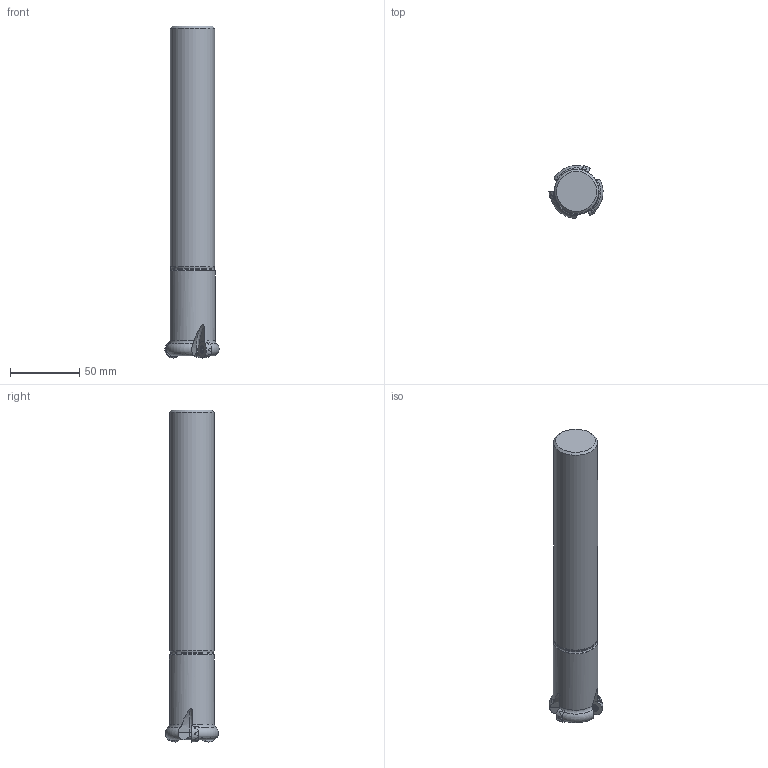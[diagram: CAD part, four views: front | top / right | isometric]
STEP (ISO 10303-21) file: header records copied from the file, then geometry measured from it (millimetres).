
FILE_DESCRIPTION(/* description */ (''),/* implementation_level */ '2;1');
FILE_NAME(/* name */ '1543201353639.stp',/* time_stamp */ '2018-11-26T08:32:55+05:00',/* author */ (''),/* organization */ ('SMS'),/* preprocessor_version */ 'ST-DEVELOPER v15',/* originating_system */ 'SIEMENS PLM Software NX 8.5',/* authorisation */ '');
FILE_SCHEMA (('AUTOMOTIVE_DESIGN { 1 0 10303 214 3 1 1 1 }'));
Length unit declared in the file: millimetre
Products named in the file (4): 201852526mod000_00; ASSEMBLY_CONSTRUCTION; 201904999mod000_00; 201904998mod000_00
Assembly tree (5 placements, depth 2):
  201904998mod000_00
    201904999mod000_00
    ASSEMBLY_CONSTRUCTION
    201852526mod000_00  x3
Bounding box: 39.13 x 38.24 x 240 mm (x, y, z)
Volume: 191863.9 mm3; surface area: 27798.2 mm2
Topology: 4 solids, 4 shells, 230 faces, 593 edges, 388 vertices
Faces by surface type: plane 101, cone 45, extrusion 36, torus 27, cylinder 18, sphere 3
Full cylindrical faces by diameter (mm): 3.5 x3, 4 x3, 5.25 x3, 31.3 x1, 31.992 x1, 32.48 x1
Entity records: 8110 total; most frequent: CARTESIAN_POINT 3220, DIRECTION 967, ORIENTED_EDGE 958, EDGE_CURVE 479, AXIS2_PLACEMENT_3D 400, VERTEX_POINT 321, EDGE_LOOP 241, ADVANCED_FACE 202
